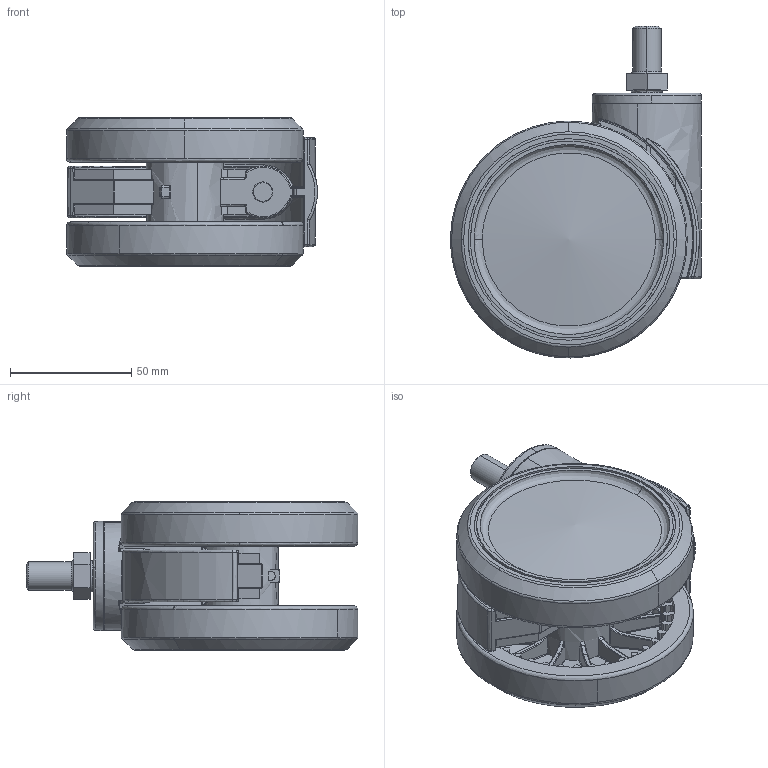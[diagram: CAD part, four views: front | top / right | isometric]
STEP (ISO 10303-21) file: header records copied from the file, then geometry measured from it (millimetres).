
FILE_DESCRIPTION(('FreeCAD Model'),'2;1');
FILE_NAME('Open CASCADE Shape Model','2025-04-29T18:54:48',('FreeCAD'),( 'FreeCAD'),'Open CASCADE STEP processor 7.6','FreeCAD','Unknown');
FILE_SCHEMA(('AUTOMOTIVE_DESIGN { 1 0 10303 214 1 1 1 1 }'));
Products named in the file (1): Open CASCADE STEP translator 7.6 1
Bounding box: 103.28 x 136.66 x 61.11 mm (x, y, z)
Volume: 276410.7 mm3; surface area: 93367.8 mm2
Topology: 1 solids, 33 shells, 2807 faces, 7579 edges, 4825 vertices
Faces by surface type: bspline 2807
Entity records: 134926 total; most frequent: CARTESIAN_POINT 92189, ORIENTED_EDGE 15096, EDGE_CURVE 7548, B_SPLINE_CURVE_WITH_KNOTS 5527, VERTEX_POINT 4825, FACE_BOUND 2825, EDGE_LOOP 2825, ADVANCED_FACE 2807
